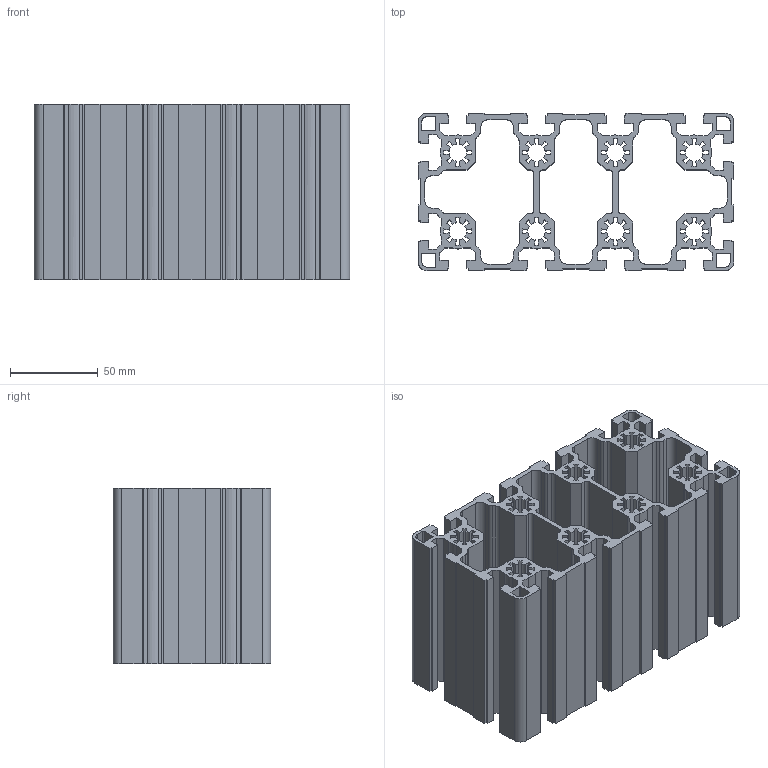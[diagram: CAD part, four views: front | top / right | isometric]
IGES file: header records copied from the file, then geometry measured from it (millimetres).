
Global section: file name: 169018L; native system: Autodesk Inventor 2021; preprocessor: unknown; author: Machotka; date: 20230918.162403; units: millimetre
Bounding box: 180 x 90 x 100 mm (x, y, z)
Volume: 435648.2 mm3; surface area: 269576.3 mm2
Topology: 1 solids, 1 shells, 658 faces, 1968 edges, 1312 vertices
Faces by surface type: bspline 658
